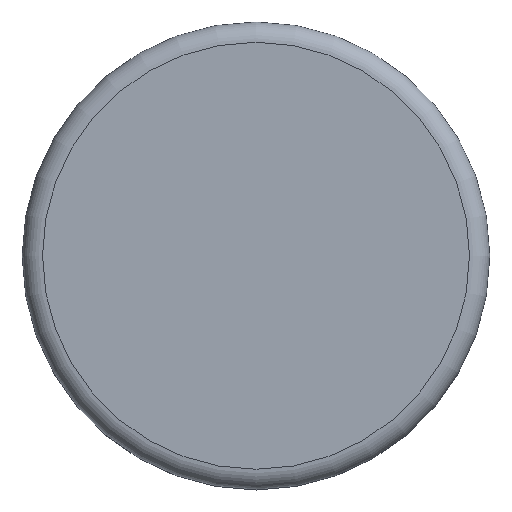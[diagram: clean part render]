
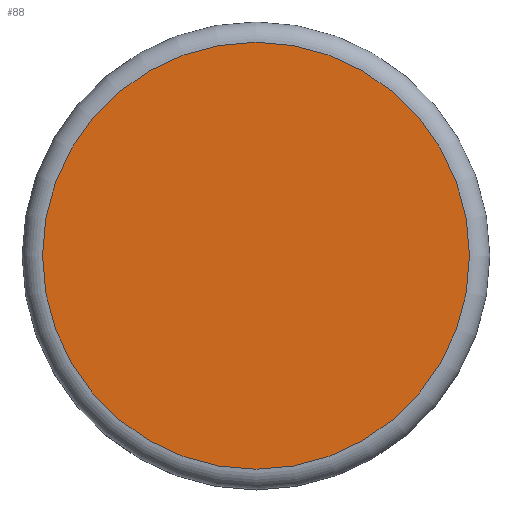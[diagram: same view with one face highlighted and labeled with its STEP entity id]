
A CAD part, top view. The second image highlights one B-rep face of the part: STEP entity #88.
In plain terms, the highlighted planar face has unit normal (0, 0, 1).
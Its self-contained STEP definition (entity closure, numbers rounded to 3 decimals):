
#52=ORIENTED_EDGE('',*,*,#57,.T.);
#57=EDGE_CURVE('',#61,#61,#65,.T.);
#61=VERTEX_POINT('',#170);
#65=CIRCLE('',#119,10.5);
#72=EDGE_LOOP('',(#52));
#80=FACE_BOUND('',#72,.T.);
#84=PLANE('',#122);
#88=ADVANCED_FACE('',(#80),#84,.T.);
#119=AXIS2_PLACEMENT_3D('',#169,#140,#141);
#122=AXIS2_PLACEMENT_3D('',#174,#146,#147);
#140=DIRECTION('',(0.,0.,1.));
#141=DIRECTION('',(0.,1.,0.));
#146=DIRECTION('',(0.,0.,1.));
#147=DIRECTION('',(0.,1.,0.));
#169=CARTESIAN_POINT('',(49.,338.977,-78.));
#170=CARTESIAN_POINT('',(49.,349.477,-78.));
#174=CARTESIAN_POINT('',(49.,338.977,-78.));
